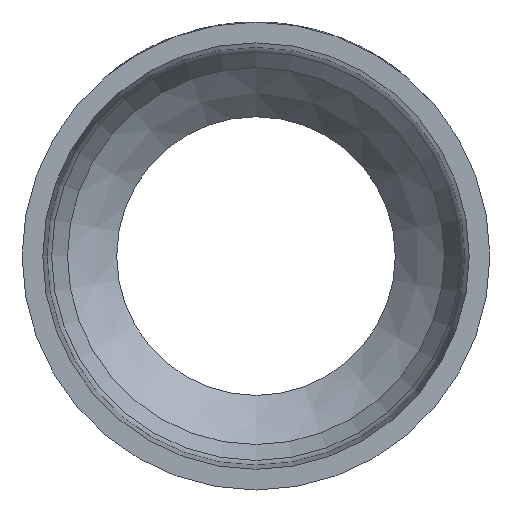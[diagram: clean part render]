
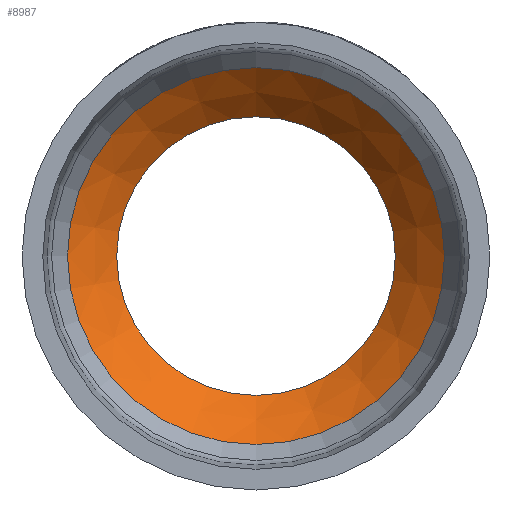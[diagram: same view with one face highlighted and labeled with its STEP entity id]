
A CAD part, front view. The second image highlights one B-rep face of the part: STEP entity #8987.
In plain terms, the highlighted conical face has half-angle 46.169 degrees and reference radius 26.683 mm.
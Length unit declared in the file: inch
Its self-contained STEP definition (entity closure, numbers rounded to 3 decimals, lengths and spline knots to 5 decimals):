
#2118 = CARTESIAN_POINT ( 'NONE',  ( 0., 1.2774, 0. ) ) ;
#3531 = CONICAL_SURFACE ( 'NONE', #14963, 1.0505, 0.806 ) ;
#3946 = VERTEX_POINT ( 'NONE', #3997 ) ;
#3997 = CARTESIAN_POINT ( 'NONE',  ( 0., 1.2774, -0.893 ) ) ;
#6665 = AXIS2_PLACEMENT_3D ( 'NONE', #21894, #8919, #24079 ) ;
#6782 = DIRECTION ( 'NONE',  ( 0., -1., 0. ) ) ;
#7617 = VERTEX_POINT ( 'NONE', #18894 ) ;
#8919 = DIRECTION ( 'NONE',  ( 0., 1., 0. ) ) ;
#8987 = ADVANCED_FACE ( 'NONE', ( #10939, #20417 ), #3531, .F. ) ;
#10939 = FACE_BOUND ( 'NONE', #23770, .T. ) ;
#12160 = EDGE_LOOP ( 'NONE', ( #24407 ) ) ;
#14963 = AXIS2_PLACEMENT_3D ( 'NONE', #27918, #6782, #15294 ) ;
#15294 = DIRECTION ( 'NONE',  ( -1., 0., 0. ) ) ;
#17223 = DIRECTION ( 'NONE',  ( 0., 0., -1. ) ) ;
#18894 = CARTESIAN_POINT ( 'NONE',  ( 0., 0.975, -1.208 ) ) ;
#20128 = EDGE_CURVE ( 'NONE', #7617, #7617, #21837, .T. ) ;
#20417 = FACE_OUTER_BOUND ( 'NONE', #12160, .T. ) ;
#21615 = EDGE_CURVE ( 'NONE', #3946, #3946, #26549, .T. ) ;
#21837 = CIRCLE ( 'NONE', #6665, 1.208 ) ;
#21894 = CARTESIAN_POINT ( 'NONE',  ( 0., 0.975, 0. ) ) ;
#21977 = ORIENTED_EDGE ( 'NONE', *, *, #21615, .T. ) ;
#23770 = EDGE_LOOP ( 'NONE', ( #21977 ) ) ;
#24079 = DIRECTION ( 'NONE',  ( 0., 0., -1. ) ) ;
#24407 = ORIENTED_EDGE ( 'NONE', *, *, #20128, .F. ) ;
#26549 = CIRCLE ( 'NONE', #27363, 0.893 ) ;
#27363 = AXIS2_PLACEMENT_3D ( 'NONE', #2118, #27760, #17223 ) ;
#27760 = DIRECTION ( 'NONE',  ( 0., 1., 0. ) ) ;
#27918 = CARTESIAN_POINT ( 'NONE',  ( 0., 1.1262, 0. ) ) ;
